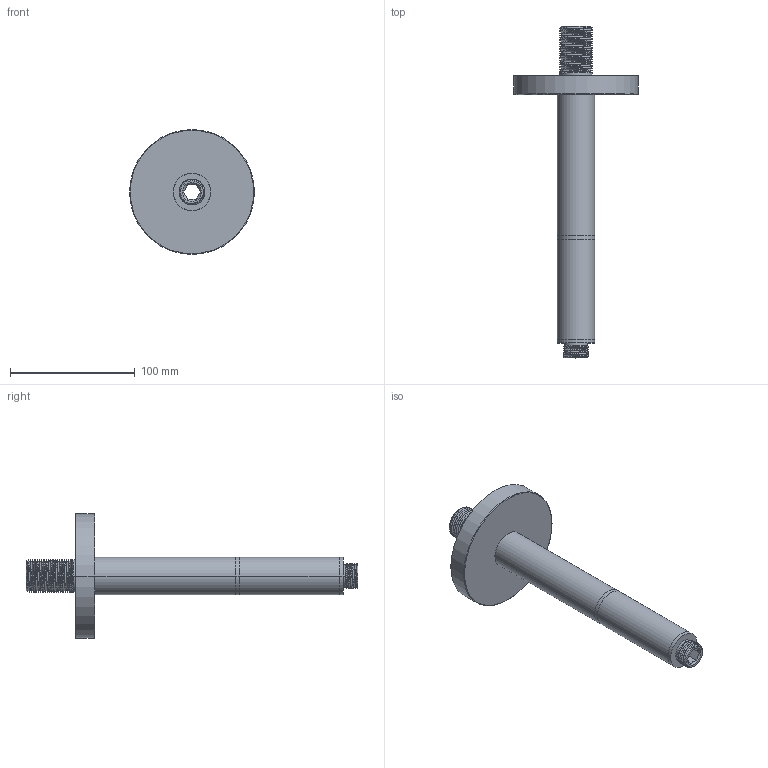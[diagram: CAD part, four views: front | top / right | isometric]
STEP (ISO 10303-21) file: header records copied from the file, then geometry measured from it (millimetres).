
FILE_DESCRIPTION((''),'2;1');
FILE_NAME('MA-RB088_ASM','2019-12-11T',('Administrator'),(''),'PRO/ENGINEER BY PARAMETRIC TECHNOLOGY CORPORATION, 2010280','PRO/ENGINEER BY PARAMETRIC TECHNOLOGY CORPORATION, 2010280','');
FILE_SCHEMA(('CONFIG_CONTROL_DESIGN'));
Length unit declared in the file: millimetre
Products named in the file (11): STDB0068_AF0; STCZ0006_AF0; STRR0042_AF0; STPB0146_AF0; STRR0042_AF1; STMB0203_AF0; STRR0042_AF2; STPB0145_AF0; STRR0042_AF3; STMB0204_AF0; MA-RB088_ASM
Assembly tree (10 placements, depth 2):
  MA-RB088_ASM
    STDB0068_AF0
    STCZ0006_AF0
    STRR0042_AF0
    STPB0146_AF0
    STRR0042_AF1
    STMB0203_AF0
    STRR0042_AF2
    STPB0145_AF0
    STRR0042_AF3
    STMB0204_AF0
Bounding box: 100 x 266 x 100 mm (x, y, z)
Volume: 81361.2 mm3; surface area: 89612.4 mm2
Topology: 9 solids, 9 shells, 217 faces, 556 edges, 357 vertices
Faces by surface type: cylinder 113, plane 30, cone 30, bspline 26, torus 18
Entity records: 15546 total; most frequent: CARTESIAN_POINT 10266, ORIENTED_EDGE 1112, DIRECTION 974, EDGE_CURVE 556, AXIS2_PLACEMENT_3D 395, VERTEX_POINT 357, EDGE_LOOP 251, FACE_OUTER_BOUND 217
